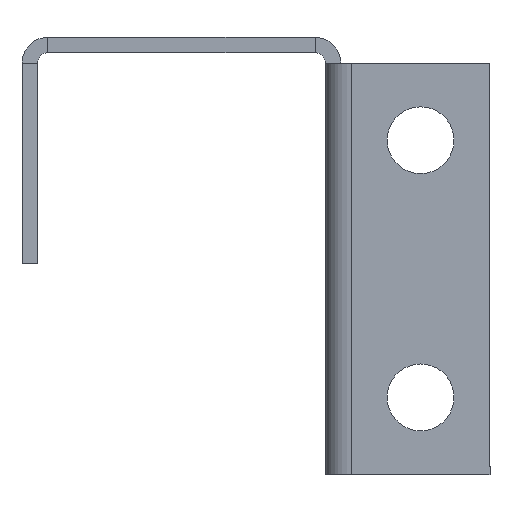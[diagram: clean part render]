
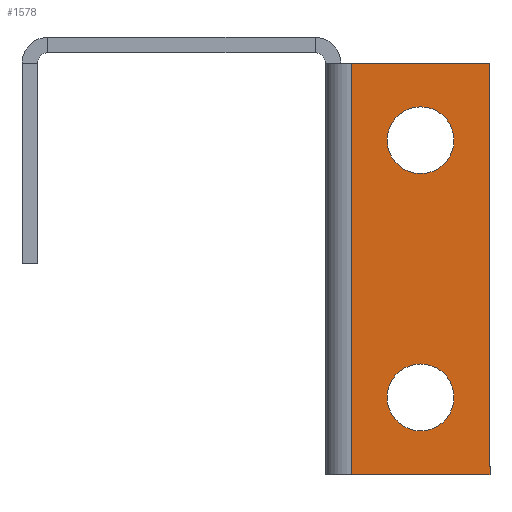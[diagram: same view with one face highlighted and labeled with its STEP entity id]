
A CAD part, left-side view. The second image highlights one B-rep face of the part: STEP entity #1578.
In plain terms, the highlighted planar face has unit normal (-1, 0, 0).
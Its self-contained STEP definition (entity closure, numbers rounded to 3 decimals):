
#6 = VECTOR ( 'NONE', #1953, 1000. ) ;
#56 = DIRECTION ( 'NONE',  ( 0., 0., 1. ) ) ;
#109 = PLANE ( 'NONE',  #2980 ) ;
#123 = CARTESIAN_POINT ( 'NONE',  ( -526.5, 0., -2.5 ) ) ;
#125 = EDGE_LOOP ( 'NONE', ( #1174, #703 ) ) ;
#153 = ORIENTED_EDGE ( 'NONE', *, *, #2107, .F. ) ;
#177 = ORIENTED_EDGE ( 'NONE', *, *, #1785, .F. ) ;
#187 = VECTOR ( 'NONE', #56, 1000. ) ;
#225 = ORIENTED_EDGE ( 'NONE', *, *, #1154, .T. ) ;
#320 = AXIS2_PLACEMENT_3D ( 'NONE', #2818, #1581, #3057 ) ;
#359 = CARTESIAN_POINT ( 'NONE',  ( -526.5, 0., -42.5 ) ) ;
#390 = AXIS2_PLACEMENT_3D ( 'NONE', #1524, #1201, #3352 ) ;
#394 = VERTEX_POINT ( 'NONE', #3148 ) ;
#610 = VERTEX_POINT ( 'NONE', #3590 ) ;
#664 = CIRCLE ( 'NONE', #320, 3.25 ) ;
#703 = ORIENTED_EDGE ( 'NONE', *, *, #1673, .F. ) ;
#706 = LINE ( 'NONE', #359, #6 ) ;
#744 = FACE_OUTER_BOUND ( 'NONE', #1070, .T. ) ;
#813 = CARTESIAN_POINT ( 'NONE',  ( -526.5, -45.5, -2.5 ) ) ;
#995 = CARTESIAN_POINT ( 'NONE',  ( -526.5, 0., 0. ) ) ;
#1070 = EDGE_LOOP ( 'NONE', ( #177, #2647, #225, #3327 ) ) ;
#1154 = EDGE_CURVE ( 'NONE', #1974, #2185, #3852, .T. ) ;
#1164 = VECTOR ( 'NONE', #3471, 1000. ) ;
#1174 = ORIENTED_EDGE ( 'NONE', *, *, #3901, .F. ) ;
#1201 = DIRECTION ( 'NONE',  ( -1., 0., 0. ) ) ;
#1324 = DIRECTION ( 'NONE',  ( 0., 0., -1. ) ) ;
#1357 = DIRECTION ( 'NONE',  ( 1., 0., 0. ) ) ;
#1480 = CIRCLE ( 'NONE', #3297, 3.25 ) ;
#1514 = CARTESIAN_POINT ( 'NONE',  ( -526.5, -42., -35. ) ) ;
#1524 = CARTESIAN_POINT ( 'NONE',  ( -526.5, -38.75, -10. ) ) ;
#1554 = AXIS2_PLACEMENT_3D ( 'NONE', #2003, #3548, #3874 ) ;
#1578 = ADVANCED_FACE ( 'NONE', ( #3763, #1976, #744 ), #109, .F. ) ;
#1581 = DIRECTION ( 'NONE',  ( -1., 0., 0. ) ) ;
#1673 = EDGE_CURVE ( 'NONE', #2210, #1870, #1480, .T. ) ;
#1785 = EDGE_CURVE ( 'NONE', #610, #394, #3902, .T. ) ;
#1863 = CARTESIAN_POINT ( 'NONE',  ( -526.5, -45.5, -42.5 ) ) ;
#1870 = VERTEX_POINT ( 'NONE', #1514 ) ;
#1872 = CARTESIAN_POINT ( 'NONE',  ( -526.5, -42., -10. ) ) ;
#1881 = VERTEX_POINT ( 'NONE', #2732 ) ;
#1953 = DIRECTION ( 'NONE',  ( 0., -1., 0. ) ) ;
#1974 = VERTEX_POINT ( 'NONE', #1863 ) ;
#1976 = FACE_BOUND ( 'NONE', #2518, .T. ) ;
#1977 = EDGE_CURVE ( 'NONE', #2185, #394, #2793, .T. ) ;
#2003 = CARTESIAN_POINT ( 'NONE',  ( -526.5, -38.75, -10. ) ) ;
#2092 = DIRECTION ( 'NONE',  ( -1., 0., 0. ) ) ;
#2107 = EDGE_CURVE ( 'NONE', #1881, #3643, #3302, .T. ) ;
#2185 = VERTEX_POINT ( 'NONE', #813 ) ;
#2210 = VERTEX_POINT ( 'NONE', #2650 ) ;
#2518 = EDGE_LOOP ( 'NONE', ( #3225, #153 ) ) ;
#2569 = CARTESIAN_POINT ( 'NONE',  ( -526.5, -45.5, 0. ) ) ;
#2647 = ORIENTED_EDGE ( 'NONE', *, *, #3714, .T. ) ;
#2650 = CARTESIAN_POINT ( 'NONE',  ( -526.5, -35.5, -35. ) ) ;
#2732 = CARTESIAN_POINT ( 'NONE',  ( -526.5, -35.5, -10. ) ) ;
#2793 = LINE ( 'NONE', #123, #1164 ) ;
#2818 = CARTESIAN_POINT ( 'NONE',  ( -526.5, -38.75, -35. ) ) ;
#2916 = VECTOR ( 'NONE', #3616, 1000. ) ;
#2966 = DIRECTION ( 'NONE',  ( 0., -1., 0. ) ) ;
#2980 = AXIS2_PLACEMENT_3D ( 'NONE', #995, #1357, #1324 ) ;
#2994 = CIRCLE ( 'NONE', #390, 3.25 ) ;
#3021 = CARTESIAN_POINT ( 'NONE',  ( -526.5, -32., -2.5 ) ) ;
#3057 = DIRECTION ( 'NONE',  ( 0., -1., 0. ) ) ;
#3148 = CARTESIAN_POINT ( 'NONE',  ( -526.5, -32., -2.5 ) ) ;
#3225 = ORIENTED_EDGE ( 'NONE', *, *, #3522, .F. ) ;
#3297 = AXIS2_PLACEMENT_3D ( 'NONE', #3596, #2092, #2966 ) ;
#3302 = CIRCLE ( 'NONE', #1554, 3.25 ) ;
#3327 = ORIENTED_EDGE ( 'NONE', *, *, #1977, .T. ) ;
#3352 = DIRECTION ( 'NONE',  ( 0., -1., 0. ) ) ;
#3471 = DIRECTION ( 'NONE',  ( 0., 1., 0. ) ) ;
#3522 = EDGE_CURVE ( 'NONE', #3643, #1881, #2994, .T. ) ;
#3548 = DIRECTION ( 'NONE',  ( -1., 0., 0. ) ) ;
#3590 = CARTESIAN_POINT ( 'NONE',  ( -526.5, -32., -42.5 ) ) ;
#3596 = CARTESIAN_POINT ( 'NONE',  ( -526.5, -38.75, -35. ) ) ;
#3616 = DIRECTION ( 'NONE',  ( 0., 0., 1. ) ) ;
#3643 = VERTEX_POINT ( 'NONE', #1872 ) ;
#3714 = EDGE_CURVE ( 'NONE', #610, #1974, #706, .T. ) ;
#3763 = FACE_BOUND ( 'NONE', #125, .T. ) ;
#3852 = LINE ( 'NONE', #2569, #187 ) ;
#3874 = DIRECTION ( 'NONE',  ( 0., -1., 0. ) ) ;
#3901 = EDGE_CURVE ( 'NONE', #1870, #2210, #664, .T. ) ;
#3902 = LINE ( 'NONE', #3021, #2916 ) ;
